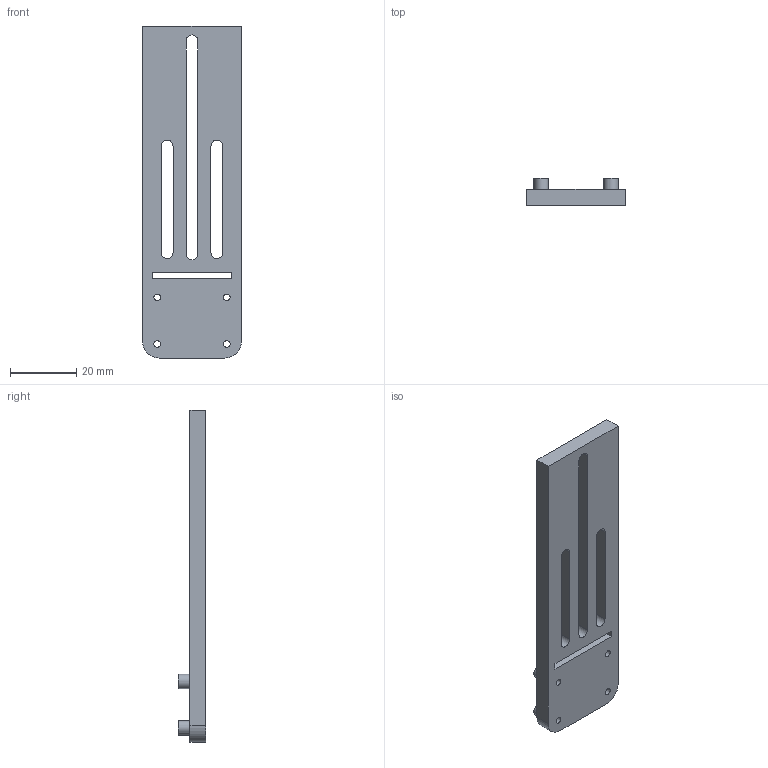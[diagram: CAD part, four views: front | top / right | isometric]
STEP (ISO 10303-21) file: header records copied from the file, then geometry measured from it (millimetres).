
FILE_DESCRIPTION(/* description */ (''),/* implementation_level */ '2;1');
FILE_NAME(/* name */ 'Camera Top v5.step',/* time_stamp */ '2017-12-04T17:39:02-08:00',/* author */ ('sigma_4161'),/* organization */ (''),/* preprocessor_version */ 'ST-DEVELOPER v16.13',/* originating_system */ 'Autodesk Translation Framework v6.5.0.72',/* authorisation */ '');
FILE_SCHEMA (('AUTOMOTIVE_DESIGN { 1 0 10303 214 3 1 1 }'));
Length unit declared in the file: millimetre
Products named in the file (1): Camera Top
Bounding box: 29.8 x 8.35 x 100 mm (x, y, z)
Volume: 11760.3 mm3; surface area: 8104.8 mm2
Topology: 1 solids, 1 shells, 36 faces, 90 edges, 60 vertices
Faces by surface type: plane 20, cylinder 16
Full cylindrical faces by diameter (mm): 2 x4, 4.318 x4
Entity records: 1158 total; most frequent: DIRECTION 196, CARTESIAN_POINT 187, ORIENTED_EDGE 180, EDGE_CURVE 90, AXIS2_PLACEMENT_3D 69, VERTEX_POINT 60, LINE 58, VECTOR 58
